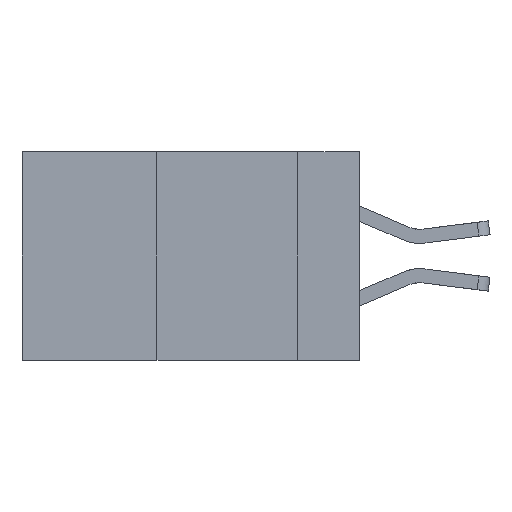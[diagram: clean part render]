
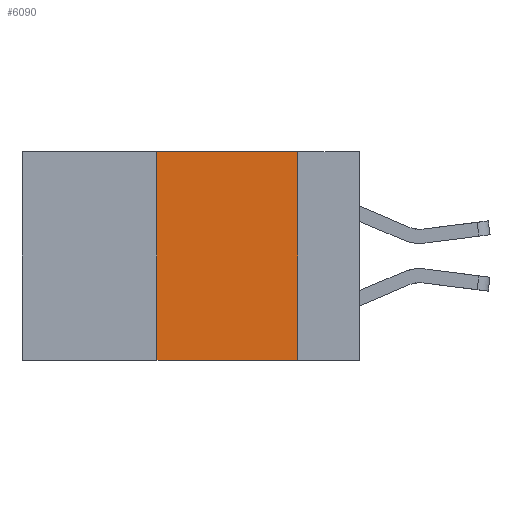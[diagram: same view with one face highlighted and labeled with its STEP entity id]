
A CAD part, left-side view. The second image highlights one B-rep face of the part: STEP entity #6090.
In plain terms, the highlighted planar face has unit normal (-1, 0, 0).
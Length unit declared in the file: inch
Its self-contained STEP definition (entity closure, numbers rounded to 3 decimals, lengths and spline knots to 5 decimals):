
#132 = LINE ( 'NONE', #11011, #9237 ) ;
#580 = CARTESIAN_POINT ( 'NONE',  ( 0., 0.6, 0. ) ) ;
#1004 = DIRECTION ( 'NONE',  ( 0., -1., 0. ) ) ;
#1060 = LINE ( 'NONE', #1113, #1797 ) ;
#1113 = CARTESIAN_POINT ( 'NONE',  ( 0., 0.36, 0. ) ) ;
#1207 = CARTESIAN_POINT ( 'NONE',  ( 0., 0.36, -0.37 ) ) ;
#1358 = VERTEX_POINT ( 'NONE', #1989 ) ;
#1797 = VECTOR ( 'NONE', #2915, 39.37008 ) ;
#1989 = CARTESIAN_POINT ( 'NONE',  ( 0., 0.11, -0.37 ) ) ;
#2310 = EDGE_CURVE ( 'NONE', #4438, #10891, #1060, .T. ) ;
#2382 = ORIENTED_EDGE ( 'NONE', *, *, #7034, .F. ) ;
#2915 = DIRECTION ( 'NONE',  ( 0., 0., 1. ) ) ;
#2976 = AXIS2_PLACEMENT_3D ( 'NONE', #580, #6950, #7012 ) ;
#3067 = EDGE_CURVE ( 'NONE', #10891, #11505, #132, .T. ) ;
#3288 = DIRECTION ( 'NONE',  ( 0., 0., -1. ) ) ;
#4438 = VERTEX_POINT ( 'NONE', #1207 ) ;
#4451 = CARTESIAN_POINT ( 'NONE',  ( 0., 0.6, -0.37 ) ) ;
#5168 = FACE_OUTER_BOUND ( 'NONE', #6284, .T. ) ;
#5768 = ORIENTED_EDGE ( 'NONE', *, *, #2310, .F. ) ;
#6090 = ADVANCED_FACE ( 'NONE', ( #5168 ), #6784, .F. ) ;
#6223 = ORIENTED_EDGE ( 'NONE', *, *, #6306, .T. ) ;
#6284 = EDGE_LOOP ( 'NONE', ( #2382, #10433, #5768, #6223 ) ) ;
#6306 = EDGE_CURVE ( 'NONE', #4438, #1358, #7248, .T. ) ;
#6784 = PLANE ( 'NONE',  #2976 ) ;
#6950 = DIRECTION ( 'NONE',  ( 1., 0., 0. ) ) ;
#7012 = DIRECTION ( 'NONE',  ( 0., 0., -1. ) ) ;
#7034 = EDGE_CURVE ( 'NONE', #11505, #1358, #10419, .T. ) ;
#7248 = LINE ( 'NONE', #4451, #11702 ) ;
#8453 = CARTESIAN_POINT ( 'NONE',  ( 0., 0.11, 0. ) ) ;
#9045 = CARTESIAN_POINT ( 'NONE',  ( 0., 0.36, 0. ) ) ;
#9237 = VECTOR ( 'NONE', #10949, 39.37008 ) ;
#9652 = CARTESIAN_POINT ( 'NONE',  ( 0., 0.11, 0. ) ) ;
#9868 = VECTOR ( 'NONE', #3288, 39.37008 ) ;
#10419 = LINE ( 'NONE', #9652, #9868 ) ;
#10433 = ORIENTED_EDGE ( 'NONE', *, *, #3067, .F. ) ;
#10891 = VERTEX_POINT ( 'NONE', #9045 ) ;
#10949 = DIRECTION ( 'NONE',  ( 0., -1., 0. ) ) ;
#11011 = CARTESIAN_POINT ( 'NONE',  ( 0., 0.6, 0. ) ) ;
#11505 = VERTEX_POINT ( 'NONE', #8453 ) ;
#11702 = VECTOR ( 'NONE', #1004, 39.37008 ) ;
